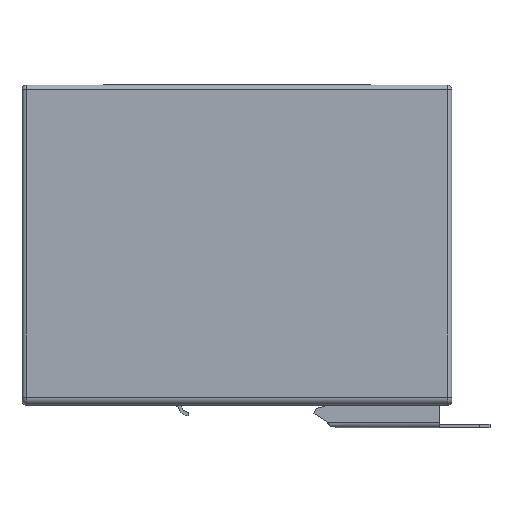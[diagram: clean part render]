
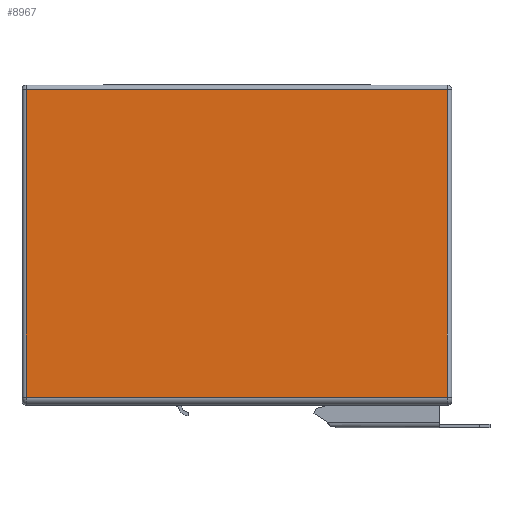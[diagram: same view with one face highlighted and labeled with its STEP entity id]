
A CAD part, left-side view. The second image highlights one B-rep face of the part: STEP entity #8967.
In plain terms, the highlighted planar face has unit normal (-1, 0, 0).
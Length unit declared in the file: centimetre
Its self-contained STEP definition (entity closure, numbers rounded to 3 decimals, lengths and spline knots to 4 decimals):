
#415=PLANE('',#9487);
#827=VECTOR('',#10113,1.);
#835=VECTOR('',#10158,1.);
#847=VECTOR('',#10202,1.);
#857=VECTOR('',#10229,1.);
#1925=LINE('',#12091,#827);
#1933=LINE('',#12132,#835);
#1945=LINE('',#12171,#847);
#1955=LINE('',#12198,#857);
#3025=VERTEX_POINT('',#12070);
#3031=VERTEX_POINT('',#12082);
#3042=VERTEX_POINT('',#12119);
#3047=VERTEX_POINT('',#12131);
#4004=EDGE_CURVE('',#3025,#3031,#1925,.T.);
#4024=EDGE_CURVE('',#3047,#3042,#1933,.T.);
#4045=EDGE_CURVE('',#3042,#3025,#1945,.T.);
#4059=EDGE_CURVE('',#3031,#3047,#1955,.T.);
#5381=ORIENTED_EDGE('',*,*,#4004,.F.);
#5382=ORIENTED_EDGE('',*,*,#4045,.F.);
#5383=ORIENTED_EDGE('',*,*,#4024,.F.);
#5384=ORIENTED_EDGE('',*,*,#4059,.F.);
#7901=EDGE_LOOP('',(#5381,#5382,#5383,#5384));
#8434=FACE_BOUND('',#7901,.T.);
#8967=ADVANCED_FACE('',(#8434),#415,.T.);
#9487=AXIS2_PLACEMENT_3D('',#12197,#10228,$);
#10113=DIRECTION('',(0.,0.,-1.));
#10158=DIRECTION('',(0.,0.,1.));
#10202=DIRECTION('',(0.,-1.,0.));
#10228=DIRECTION('',(-1.,0.,0.));
#10229=DIRECTION('',(0.,1.,0.));
#12070=CARTESIAN_POINT('',(-2.618,-5.89,8.83));
#12082=CARTESIAN_POINT('',(-2.618,-5.89,0.225));
#12091=CARTESIAN_POINT('',(-2.618,-5.89,0.));
#12119=CARTESIAN_POINT('',(-2.618,5.89,8.83));
#12131=CARTESIAN_POINT('',(-2.618,5.89,0.225));
#12132=CARTESIAN_POINT('',(-2.618,5.89,0.));
#12171=CARTESIAN_POINT('',(-2.618,0.,8.83));
#12197=CARTESIAN_POINT('',(-2.618,0.,0.));
#12198=CARTESIAN_POINT('',(-2.618,0.,0.225));
